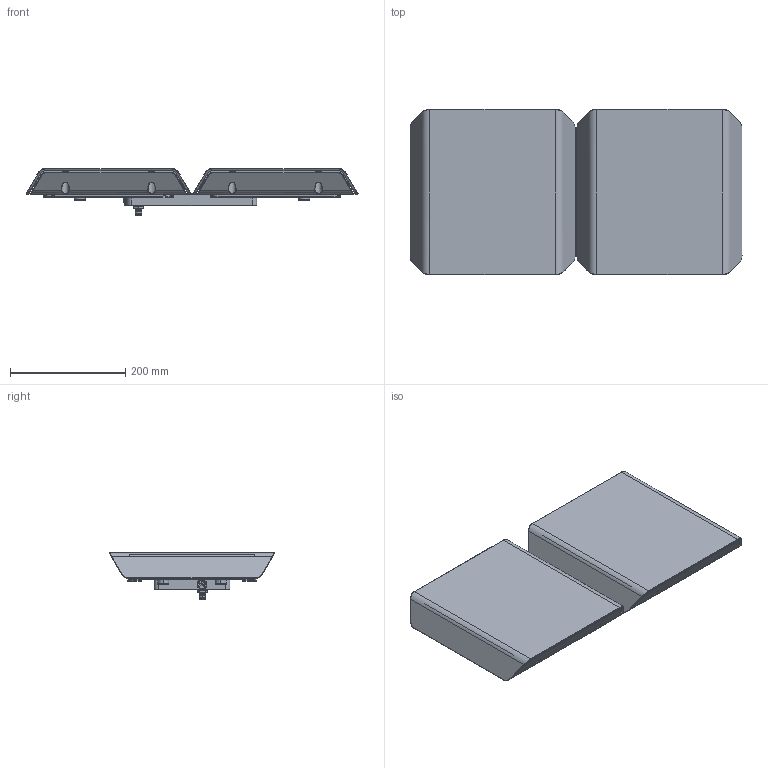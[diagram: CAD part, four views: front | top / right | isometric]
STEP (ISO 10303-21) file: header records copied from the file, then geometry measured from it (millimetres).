
FILE_DESCRIPTION((''),'2;1');
FILE_NAME('CAD-8628_ASM','2023-03-17T13:31:32',('creinig-se'),(''),'CREO PARAMETRIC BY PTC INC, 2019292','CREO PARAMETRIC BY PTC INC, 2019292','');
FILE_SCHEMA(('CONFIG_CONTROL_DESIGN','SHAPE_APPEARANCE_LAYERS_GROUPS'));
Products named in the file (3): CAD-8628_SW0001_BAUGR1; CAD-8628_SW0001_AUFB1; CAD-8628_ASM
Assembly tree (3 placements, depth 2):
  CAD-8628_ASM
    CAD-8628_SW0001_BAUGR1  x2
    CAD-8628_SW0001_AUFB1
Bounding box: 576.92 x 287.27 x 81.5 mm (x, y, z)
Volume: 5909410.8 mm3; surface area: 1042636.8 mm2
Topology: 5 solids, 9 shells, 4511 faces, 11670 edges, 7095 vertices
Faces by surface type: plane 1440, cylinder 1150, bspline 816, cone 494, torus 465, sphere 146
Entity records: 145654 total; most frequent: CARTESIAN_POINT 57185, ORIENTED_EDGE 15116, DIRECTION 13189, EDGE_CURVE 7558, VERTEX_POINT 4759, AXIS2_PLACEMENT_3D 4684, VECTOR 3821, LINE 3821
